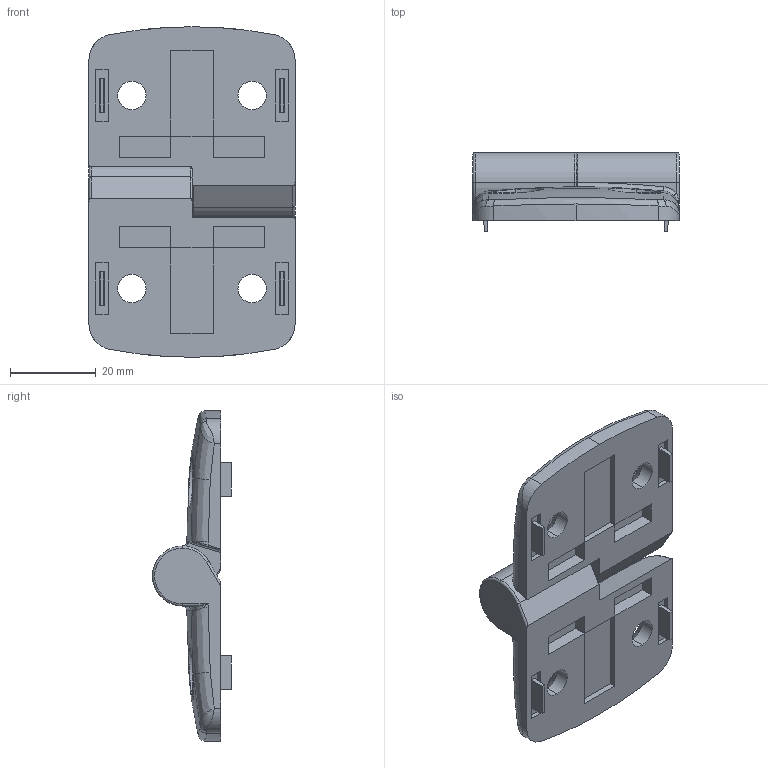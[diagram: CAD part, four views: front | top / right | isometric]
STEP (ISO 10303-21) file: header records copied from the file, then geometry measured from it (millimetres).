
FILE_DESCRIPTION(('STEP AP214'),'1');
FILE_NAME('fath_095k4040l08.stp','2017-10-09T08:37:10',('TraceParts'),('TraceParts S.A.'),'Spatial InterOp 3D',' ',' ');
FILE_SCHEMA(('automotive_design'));
Length unit declared in the file: millimetre
Products named in the file (3): fath_095k4040l08_1; fath_095k4040l08_2; fath_095k4040l08_3
Bounding box: 48 x 18.4 x 77 mm (x, y, z)
Volume: 24777.6 mm3; surface area: 12695.5 mm2
Topology: 3 solids, 3 shells, 200 faces, 490 edges, 302 vertices
Faces by surface type: plane 88, cylinder 48, bspline 38, torus 14, cone 12
Entity records: 9639 total; most frequent: CARTESIAN_POINT 3613, ORIENTED_EDGE 968, DIRECTION 794, EDGE_CURVE 484, VERTEX_POINT 302, AXIS2_PLACEMENT_3D 271, LINE 252, VECTOR 252
